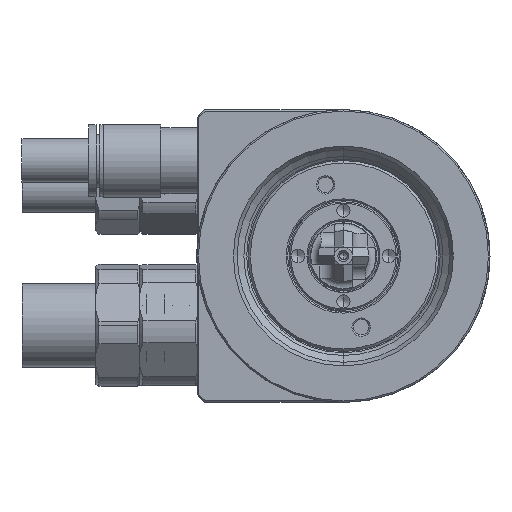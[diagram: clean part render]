
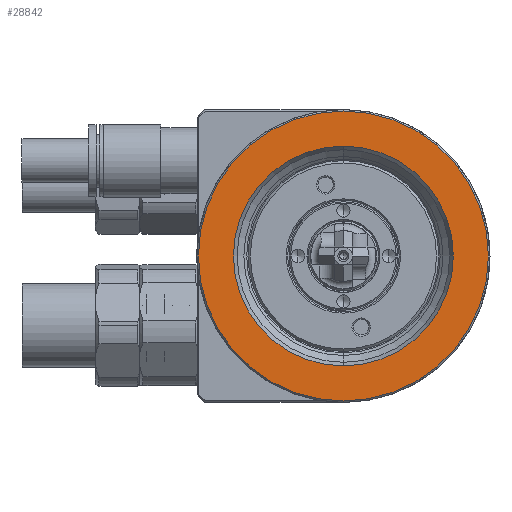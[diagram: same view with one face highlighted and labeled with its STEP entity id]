
A CAD part, left-side view. The second image highlights one B-rep face of the part: STEP entity #28842.
In plain terms, the highlighted planar face has unit normal (-1, 0, 0).
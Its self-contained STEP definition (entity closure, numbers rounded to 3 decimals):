
#249 = AXIS2_PLACEMENT_3D ( 'NONE', #24889, #24770, #24656 ) ;
#2217 = CIRCLE ( 'NONE', #25180, 15. ) ;
#2796 = VERTEX_POINT ( 'NONE', #27388 ) ;
#3027 = VERTEX_POINT ( 'NONE', #28246 ) ;
#4171 = EDGE_CURVE ( 'NONE', #3027, #2796, #22557, .T. ) ;
#4725 = DIRECTION ( 'NONE',  ( 1., 0., 0. ) ) ;
#4926 = CARTESIAN_POINT ( 'NONE',  ( -151.2, 0., 0. ) ) ;
#5464 = CIRCLE ( 'NONE', #12829, 19.785 ) ;
#6402 = VERTEX_POINT ( 'NONE', #17590 ) ;
#6502 = DIRECTION ( 'NONE',  ( 0., 0., 1. ) ) ;
#6692 = ORIENTED_EDGE ( 'NONE', *, *, #26677, .F. ) ;
#7495 = EDGE_LOOP ( 'NONE', ( #25186, #30715 ) ) ;
#7508 = FACE_OUTER_BOUND ( 'NONE', #13952, .T. ) ;
#7626 = DIRECTION ( 'NONE',  ( 0., 0., 1. ) ) ;
#8273 = AXIS2_PLACEMENT_3D ( 'NONE', #32426, #22262, #6502 ) ;
#12829 = AXIS2_PLACEMENT_3D ( 'NONE', #28826, #13183, #31408 ) ;
#13183 = DIRECTION ( 'NONE',  ( 1., 0., 0. ) ) ;
#13952 = EDGE_LOOP ( 'NONE', ( #23645, #6692 ) ) ;
#14980 = CIRCLE ( 'NONE', #18345, 19.785 ) ;
#17590 = CARTESIAN_POINT ( 'NONE',  ( -151.2, 0., 19.785 ) ) ;
#18345 = AXIS2_PLACEMENT_3D ( 'NONE', #20541, #4725, #23132 ) ;
#20541 = CARTESIAN_POINT ( 'NONE',  ( -151.2, 0., 0. ) ) ;
#21281 = EDGE_CURVE ( 'NONE', #2796, #3027, #2217, .T. ) ;
#22055 = CARTESIAN_POINT ( 'NONE',  ( -151.2, 0., -19.785 ) ) ;
#22262 = DIRECTION ( 'NONE',  ( -1., 0., 0. ) ) ;
#22338 = VERTEX_POINT ( 'NONE', #22055 ) ;
#22557 = CIRCLE ( 'NONE', #249, 15. ) ;
#23132 = DIRECTION ( 'NONE',  ( 0., 0., -1. ) ) ;
#23355 = DIRECTION ( 'NONE',  ( 1., 0., 0. ) ) ;
#23645 = ORIENTED_EDGE ( 'NONE', *, *, #27297, .F. ) ;
#24656 = DIRECTION ( 'NONE',  ( 0., 0., 1. ) ) ;
#24770 = DIRECTION ( 'NONE',  ( 1., 0., 0. ) ) ;
#24889 = CARTESIAN_POINT ( 'NONE',  ( -151.2, 0., 0. ) ) ;
#25180 = AXIS2_PLACEMENT_3D ( 'NONE', #4926, #23355, #7626 ) ;
#25186 = ORIENTED_EDGE ( 'NONE', *, *, #4171, .T. ) ;
#26677 = EDGE_CURVE ( 'NONE', #6402, #22338, #14980, .T. ) ;
#27297 = EDGE_CURVE ( 'NONE', #22338, #6402, #5464, .T. ) ;
#27388 = CARTESIAN_POINT ( 'NONE',  ( -151.2, 0., -15. ) ) ;
#27586 = FACE_BOUND ( 'NONE', #7495, .T. ) ;
#28246 = CARTESIAN_POINT ( 'NONE',  ( -151.2, 0., 15. ) ) ;
#28826 = CARTESIAN_POINT ( 'NONE',  ( -151.2, 0., 0. ) ) ;
#28842 = ADVANCED_FACE ( 'NONE', ( #7508, #27586 ), #32547, .T. ) ;
#30715 = ORIENTED_EDGE ( 'NONE', *, *, #21281, .T. ) ;
#31408 = DIRECTION ( 'NONE',  ( 0., 0., -1. ) ) ;
#32426 = CARTESIAN_POINT ( 'NONE',  ( -151.2, 15., 0. ) ) ;
#32547 = PLANE ( 'NONE',  #8273 ) ;
